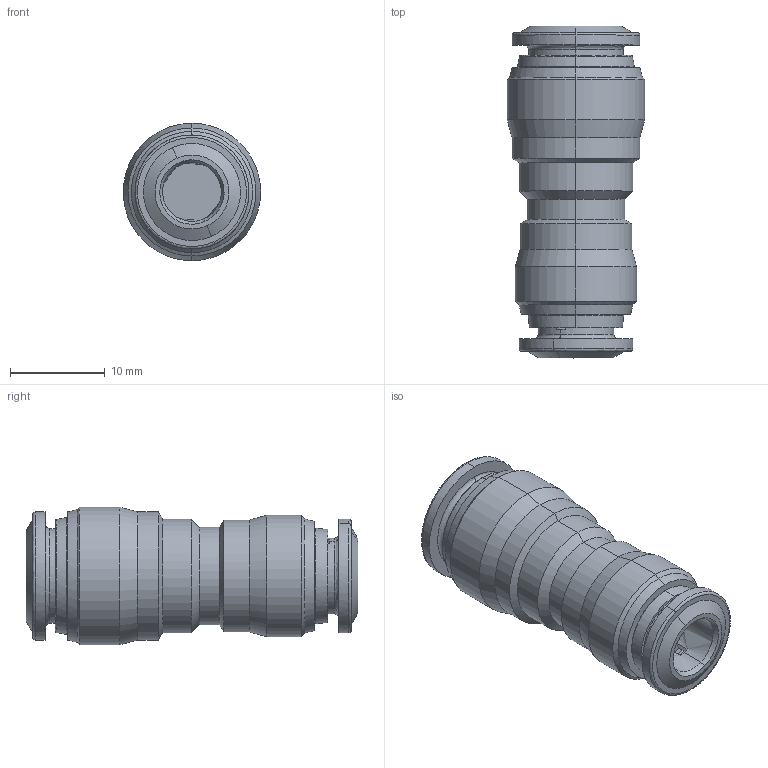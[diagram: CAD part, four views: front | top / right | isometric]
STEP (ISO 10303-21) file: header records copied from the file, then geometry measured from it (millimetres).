
FILE_DESCRIPTION (( 'STEP AP214' ), '1' );
FILE_NAME ('PG08-06_ME.STEP', '2018-09-06T09:40:35', ( '' ), ( '' ), 'SwSTEP 2.0', 'SolidWorks 2018', '' );
FILE_SCHEMA (( 'AUTOMOTIVE_DESIGN' ));
Length unit declared in the file: millimetre
Products named in the file (1): PG08-06_ME
Bounding box: 14.48 x 35 x 14.5 mm (x, y, z)
Volume: 3779.2 mm3; surface area: 2185.8 mm2
Topology: 1 solids, 1 shells, 102 faces, 230 edges, 136 vertices
Faces by surface type: bspline 102
Entity records: 3905 total; most frequent: CARTESIAN_POINT 2537, ORIENTED_EDGE 460, EDGE_CURVE 230, B_SPLINE_CURVE_WITH_KNOTS 143, VERTEX_POINT 136, EDGE_LOOP 116, FACE_OUTER_BOUND 102, ADVANCED_FACE 102
